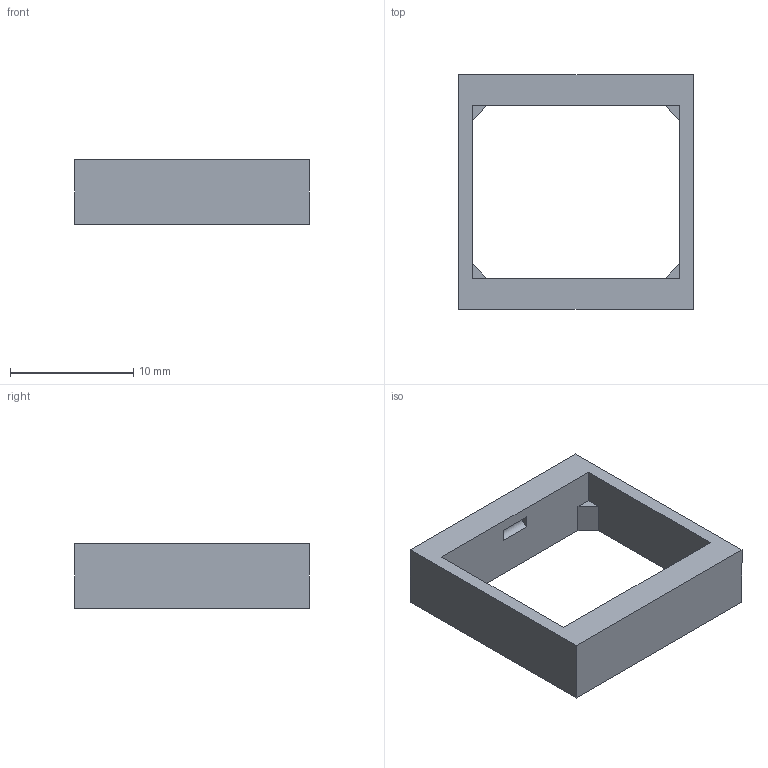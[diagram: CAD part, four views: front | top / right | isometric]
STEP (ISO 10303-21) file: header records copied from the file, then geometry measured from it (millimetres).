
FILE_DESCRIPTION(('STEP AP214'),'1');
FILE_NAME('socket.stp','2025-08-15T02:35:24',(' '),(' '),'Spatial InterOp 3D',' ',' ');
FILE_SCHEMA(('AUTOMOTIVE_DESIGN { 1 0 10303 214 1 1 1 1 }'));
Length unit declared in the file: metre
Products named in the file (3): Finished; Socket; socket
Assembly tree (2 placements, depth 3):
  socket
    Finished
      Socket
Bounding box: 19.05 x 19.05 x 5.2 mm (x, y, z)
Volume: 665.5 mm3; surface area: 974 mm2
Topology: 1 solids, 1 shells, 24 faces, 60 edges, 40 vertices
Faces by surface type: plane 22, cylinder 2
Entity records: 984 total; most frequent: CARTESIAN_POINT 128, DIRECTION 120, ORIENTED_EDGE 120, EDGE_CURVE 60, LINE 56, VECTOR 56, VERTEX_POINT 40, AXIS2_PLACEMENT_3D 32
